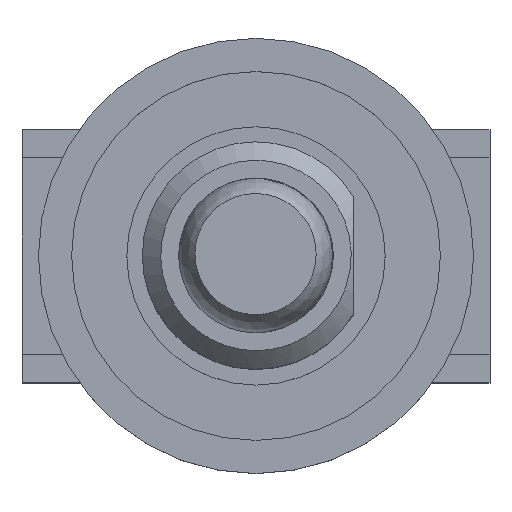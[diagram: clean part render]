
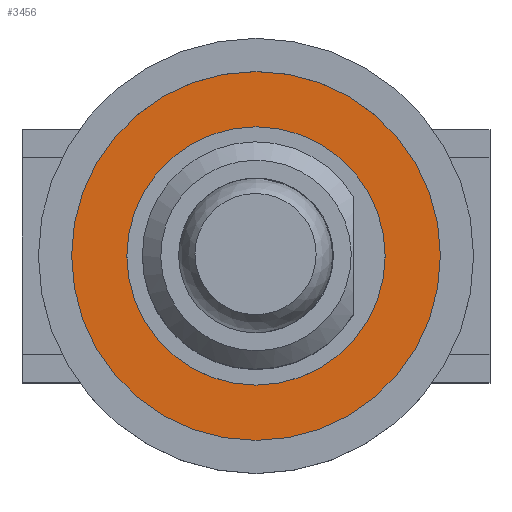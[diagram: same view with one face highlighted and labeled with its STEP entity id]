
A CAD part, top view. The second image highlights one B-rep face of the part: STEP entity #3456.
In plain terms, the highlighted planar face has unit normal (0, 0, 1).
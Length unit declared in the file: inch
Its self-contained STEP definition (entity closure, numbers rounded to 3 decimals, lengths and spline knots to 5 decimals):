
#93=FACE_BOUND('',#1326,.T.);
#149=PLANE('',#3766);
#1110=FACE_OUTER_BOUND('',#1325,.T.);
#1325=EDGE_LOOP('',(#2784));
#1326=EDGE_LOOP('',(#2785));
#1514=CIRCLE('',#3761,0.13799);
#1517=CIRCLE('',#3765,0.19705);
#1692=VERTEX_POINT('',#5528);
#1695=VERTEX_POINT('',#5536);
#2084=EDGE_CURVE('',#1692,#1692,#1514,.T.);
#2089=EDGE_CURVE('',#1695,#1695,#1517,.T.);
#2784=ORIENTED_EDGE('',*,*,#2089,.T.);
#2785=ORIENTED_EDGE('',*,*,#2084,.F.);
#3456=ADVANCED_FACE('',(#1110,#93),#149,.F.);
#3761=AXIS2_PLACEMENT_3D('',#5529,#4408,#4409);
#3765=AXIS2_PLACEMENT_3D('',#5538,#4418,#4419);
#3766=AXIS2_PLACEMENT_3D('',#5539,#4420,#4421);
#4408=DIRECTION('center_axis',(0.,0.,
1.));
#4409=DIRECTION('ref_axis',(1.,0.,0.));
#4418=DIRECTION('center_axis',(0.,0.,
1.));
#4419=DIRECTION('ref_axis',(1.,0.,0.));
#4420=DIRECTION('center_axis',(0.,0.,
-1.));
#4421=DIRECTION('ref_axis',(1.,0.,0.));
#5528=CARTESIAN_POINT('',(-0.13799,0.,0.39921));
#5529=CARTESIAN_POINT('Origin',(0.,0.,
0.39921));
#5536=CARTESIAN_POINT('',(-0.19705,0.,0.39921));
#5538=CARTESIAN_POINT('Origin',(0.,0.,
0.39921));
#5539=CARTESIAN_POINT('Origin',(0.,0.,
0.39921));
